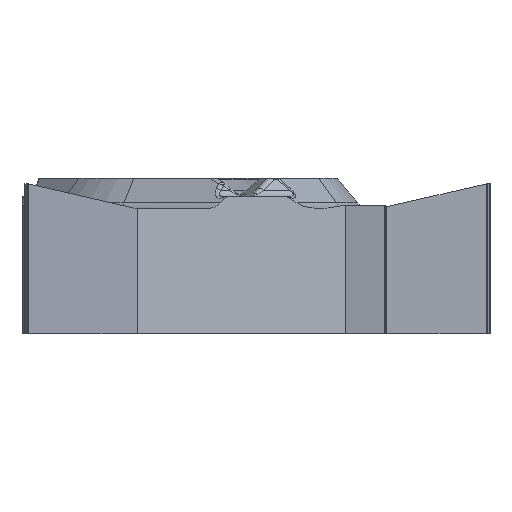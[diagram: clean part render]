
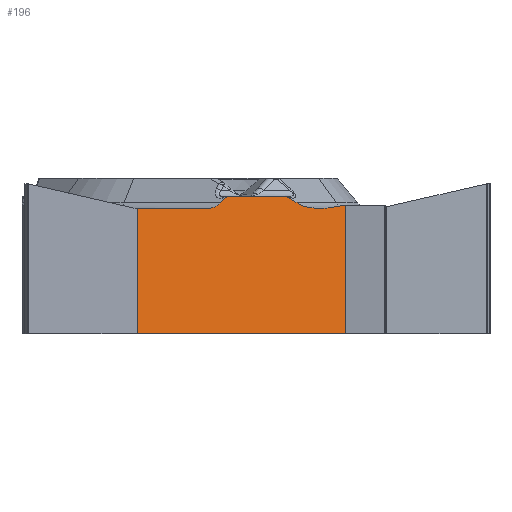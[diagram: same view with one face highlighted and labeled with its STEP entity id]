
A CAD part, front view. The second image highlights one B-rep face of the part: STEP entity #196.
In plain terms, the highlighted planar face has unit normal (0.5, -0.866, 0).
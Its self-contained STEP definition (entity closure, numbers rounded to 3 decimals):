
#196=ADVANCED_FACE('',(#444),#394,.F.);
#394=PLANE('',#3313);
#444=FACE_OUTER_BOUND('',#636,.T.);
#636=EDGE_LOOP('',(#1069,#1070,#1071,#1072,#1073,#1074,#1075,#1076,#1077,
#1078,#1079,#1080,#1081,#1082,#1083));
#840=CIRCLE('',#3312,0.415);
#978=ELLIPSE('',#3307,0.83,0.415);
#979=ELLIPSE('',#3308,0.83,0.415);
#980=ELLIPSE('',#3309,0.3,0.15);
#981=ELLIPSE('',#3310,0.177,0.15);
#982=ELLIPSE('',#3311,0.489,0.415);
#1069=ORIENTED_EDGE('',*,*,#2323,.F.);
#1070=ORIENTED_EDGE('',*,*,#2324,.T.);
#1071=ORIENTED_EDGE('',*,*,#2325,.F.);
#1072=ORIENTED_EDGE('',*,*,#2326,.T.);
#1073=ORIENTED_EDGE('',*,*,#2327,.T.);
#1074=ORIENTED_EDGE('',*,*,#2328,.F.);
#1075=ORIENTED_EDGE('',*,*,#2329,.T.);
#1076=ORIENTED_EDGE('',*,*,#2330,.T.);
#1077=ORIENTED_EDGE('',*,*,#2331,.F.);
#1078=ORIENTED_EDGE('',*,*,#2332,.T.);
#1079=ORIENTED_EDGE('',*,*,#2333,.F.);
#1080=ORIENTED_EDGE('',*,*,#2334,.T.);
#1081=ORIENTED_EDGE('',*,*,#2335,.T.);
#1082=ORIENTED_EDGE('',*,*,#2336,.F.);
#1083=ORIENTED_EDGE('',*,*,#2337,.T.);
#2033=VERTEX_POINT('',#4960);
#2034=VERTEX_POINT('',#4961);
#2035=VERTEX_POINT('',#4963);
#2036=VERTEX_POINT('',#4965);
#2037=VERTEX_POINT('',#4967);
#2038=VERTEX_POINT('',#4969);
#2039=VERTEX_POINT('',#4971);
#2040=VERTEX_POINT('',#4973);
#2041=VERTEX_POINT('',#4975);
#2042=VERTEX_POINT('',#4977);
#2043=VERTEX_POINT('',#4979);
#2044=VERTEX_POINT('',#4981);
#2045=VERTEX_POINT('',#4983);
#2046=VERTEX_POINT('',#4985);
#2047=VERTEX_POINT('',#4987);
#2323=EDGE_CURVE('',#2033,#2034,#2799,.T.);
#2324=EDGE_CURVE('',#2033,#2035,#2800,.T.);
#2325=EDGE_CURVE('',#2036,#2035,#2801,.T.);
#2326=EDGE_CURVE('',#2036,#2037,#2802,.T.);
#2327=EDGE_CURVE('',#2037,#2038,#978,.T.);
#2328=EDGE_CURVE('',#2039,#2038,#2803,.T.);
#2329=EDGE_CURVE('',#2039,#2040,#979,.T.);
#2330=EDGE_CURVE('',#2040,#2041,#2804,.T.);
#2331=EDGE_CURVE('',#2042,#2041,#980,.T.);
#2332=EDGE_CURVE('',#2042,#2043,#2805,.T.);
#2333=EDGE_CURVE('',#2044,#2043,#981,.T.);
#2334=EDGE_CURVE('',#2044,#2045,#2806,.T.);
#2335=EDGE_CURVE('',#2045,#2046,#982,.T.);
#2336=EDGE_CURVE('',#2047,#2046,#2807,.T.);
#2337=EDGE_CURVE('',#2047,#2034,#840,.T.);
#2799=LINE('',#4959,#3012);
#2800=LINE('',#4962,#3013);
#2801=LINE('',#4964,#3014);
#2802=LINE('',#4966,#3015);
#2803=LINE('',#4970,#3016);
#2804=LINE('',#4974,#3017);
#2805=LINE('',#4978,#3018);
#2806=LINE('',#4982,#3019);
#2807=LINE('',#4986,#3020);
#3012=VECTOR('',#3691,1.);
#3013=VECTOR('',#3692,1.);
#3014=VECTOR('',#3693,1.);
#3015=VECTOR('',#3694,1.);
#3016=VECTOR('',#3697,1.);
#3017=VECTOR('',#3700,1.);
#3018=VECTOR('',#3703,1.);
#3019=VECTOR('',#3706,1.);
#3020=VECTOR('',#3709,1.);
#3307=AXIS2_PLACEMENT_3D('',#4968,#3695,#3696);
#3308=AXIS2_PLACEMENT_3D('',#4972,#3698,#3699);
#3309=AXIS2_PLACEMENT_3D('',#4976,#3701,#3702);
#3310=AXIS2_PLACEMENT_3D('',#4980,#3704,#3705);
#3311=AXIS2_PLACEMENT_3D('',#4984,#3707,#3708);
#3312=AXIS2_PLACEMENT_3D('',#4988,#3710,#3711);
#3313=AXIS2_PLACEMENT_3D('',#4989,#3712,#3713);
#3691=DIRECTION('',(0.,0.,1.));
#3692=DIRECTION('',(0.866,0.5,0.));
#3693=DIRECTION('',(0.,0.,-1.));
#3694=DIRECTION('',(-0.858,-0.496,-0.133));
#3695=DIRECTION('',(-0.5,0.866,0.));
#3696=DIRECTION('',(-0.866,-0.5,0.));
#3697=DIRECTION('',(0.866,0.5,0.));
#3698=DIRECTION('',(-0.5,0.866,0.));
#3699=DIRECTION('',(0.866,0.5,0.));
#3700=DIRECTION('',(-0.744,-0.43,0.512));
#3701=DIRECTION('',(-0.5,0.866,0.));
#3702=DIRECTION('',(0.866,0.5,0.));
#3703=DIRECTION('',(-0.866,-0.5,0.));
#3704=DIRECTION('',(-0.5,0.866,0.));
#3705=DIRECTION('',(-0.866,-0.5,0.));
#3706=DIRECTION('',(-0.609,-0.352,-0.711));
#3707=DIRECTION('',(-0.5,0.866,0.));
#3708=DIRECTION('',(0.866,0.5,0.));
#3709=DIRECTION('',(0.866,0.5,0.));
#3710=DIRECTION('',(-0.5,0.866,0.));
#3711=DIRECTION('',(0.,0.,-1.));
#3712=DIRECTION('',(-0.5,0.866,0.));
#3713=DIRECTION('',(0.,0.,-1.));
#4959=CARTESIAN_POINT('',(-1.656,-6.456,0.));
#4960=CARTESIAN_POINT('',(-1.656,-6.456,-3.97));
#4961=CARTESIAN_POINT('',(-1.656,-6.456,-0.585));
#4962=CARTESIAN_POINT('',(-0.367,-5.711,-3.97));
#4963=CARTESIAN_POINT('',(3.965,-3.21,-3.97));
#4964=CARTESIAN_POINT('',(3.965,-3.21,0.));
#4965=CARTESIAN_POINT('',(3.965,-3.21,-0.499));
#4966=CARTESIAN_POINT('',(-0.233,-5.634,-1.148));
#4967=CARTESIAN_POINT('',(3.499,-3.479,-0.571));
#4968=CARTESIAN_POINT('',(3.313,-3.587,-0.17));
#4969=CARTESIAN_POINT('',(3.313,-3.587,-0.585));
#4970=CARTESIAN_POINT('',(-0.367,-5.711,-0.585));
#4971=CARTESIAN_POINT('',(3.2,-3.652,-0.585));
#4972=CARTESIAN_POINT('',(3.2,-3.652,-0.17));
#4973=CARTESIAN_POINT('',(2.65,-3.969,-0.437));
#4974=CARTESIAN_POINT('',(0.257,-5.351,1.209));
#4975=CARTESIAN_POINT('',(2.485,-4.064,-0.324));
#4976=CARTESIAN_POINT('',(2.286,-4.179,-0.42));
#4977=CARTESIAN_POINT('',(2.286,-4.179,-0.27));
#4978=CARTESIAN_POINT('',(5.129,-2.538,-0.27));
#4979=CARTESIAN_POINT('',(0.803,-5.036,-0.27));
#4980=CARTESIAN_POINT('',(0.803,-5.036,-0.42));
#4981=CARTESIAN_POINT('',(0.685,-5.104,-0.324));
#4982=CARTESIAN_POINT('',(3.024,-3.754,2.405));
#4983=CARTESIAN_POINT('',(0.588,-5.16,-0.437));
#4984=CARTESIAN_POINT('',(0.264,-5.347,-0.17));
#4985=CARTESIAN_POINT('',(0.264,-5.347,-0.585));
#4986=CARTESIAN_POINT('',(5.129,-2.538,-0.585));
#4987=CARTESIAN_POINT('',(-1.656,-6.456,-0.585));
#4988=CARTESIAN_POINT('',(-1.656,-6.456,-0.17));
#4989=CARTESIAN_POINT('',(-0.367,-5.711,0.));
